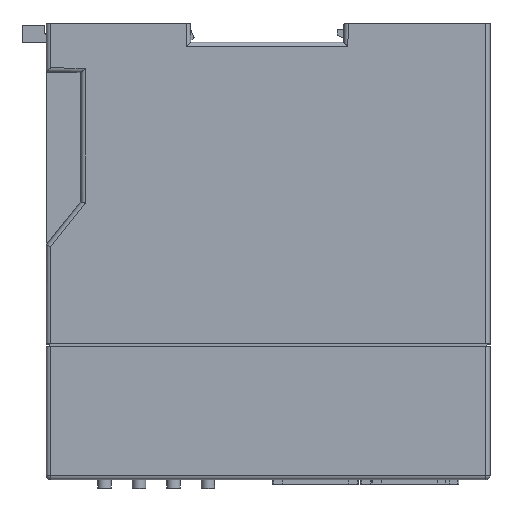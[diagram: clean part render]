
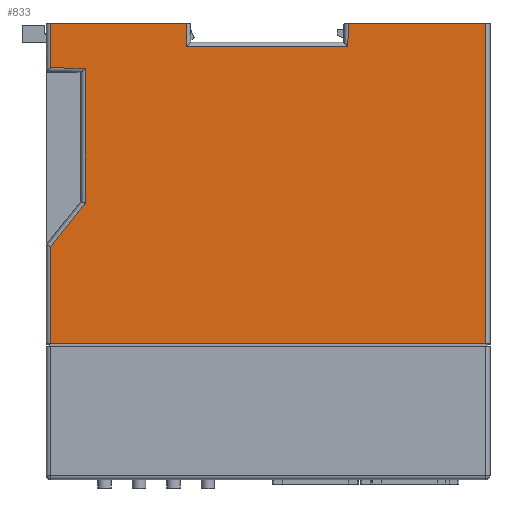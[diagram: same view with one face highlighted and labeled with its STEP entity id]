
A CAD part, top view. The second image highlights one B-rep face of the part: STEP entity #833.
In plain terms, the highlighted planar face has unit normal (0, 0, 1).
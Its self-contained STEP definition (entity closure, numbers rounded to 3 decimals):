
#833 = ADVANCED_FACE( '', ( #2002 ), #2003, .F. );
#2002 = FACE_OUTER_BOUND( '', #3513, .T. );
#2003 = PLANE( '', #3514 );
#3513 = EDGE_LOOP( '', ( #6021, #6022, #6023, #6024, #6025, #6026, #6027, #6028, #6029, #6030, #6031, #6032 ) );
#3514 = AXIS2_PLACEMENT_3D( '', #6033, #6034, #6035 );
#6021 = ORIENTED_EDGE( '', *, *, #8890, .T. );
#6022 = ORIENTED_EDGE( '', *, *, #9684, .T. );
#6023 = ORIENTED_EDGE( '', *, *, #9556, .T. );
#6024 = ORIENTED_EDGE( '', *, *, #9685, .T. );
#6025 = ORIENTED_EDGE( '', *, *, #9686, .T. );
#6026 = ORIENTED_EDGE( '', *, *, #9066, .T. );
#6027 = ORIENTED_EDGE( '', *, *, #8978, .T. );
#6028 = ORIENTED_EDGE( '', *, *, #9687, .T. );
#6029 = ORIENTED_EDGE( '', *, *, #9201, .T. );
#6030 = ORIENTED_EDGE( '', *, *, #9688, .T. );
#6031 = ORIENTED_EDGE( '', *, *, #9689, .T. );
#6032 = ORIENTED_EDGE( '', *, *, #9690, .T. );
#6033 = CARTESIAN_POINT( '', ( -51.488, 53., 0. ) );
#6034 = DIRECTION( '', ( 0., 0., -1. ) );
#6035 = DIRECTION( '', ( 0., 1., 0. ) );
#8890 = EDGE_CURVE( '', #10653, #10651, #10654, .T. );
#8978 = EDGE_CURVE( '', #10801, #10806, #10808, .T. );
#9066 = EDGE_CURVE( '', #10955, #10801, #10958, .T. );
#9201 = EDGE_CURVE( '', #11197, #11202, #11204, .T. );
#9556 = EDGE_CURVE( '', #11789, #11787, #11790, .T. );
#9684 = EDGE_CURVE( '', #10651, #11789, #11977, .T. );
#9685 = EDGE_CURVE( '', #11787, #11978, #11979, .T. );
#9686 = EDGE_CURVE( '', #11978, #10955, #11980, .T. );
#9687 = EDGE_CURVE( '', #10806, #11197, #11981, .T. );
#9688 = EDGE_CURVE( '', #11202, #11982, #11983, .T. );
#9689 = EDGE_CURVE( '', #11982, #11984, #11985, .T. );
#9690 = EDGE_CURVE( '', #11984, #10653, #11986, .T. );
#10651 = VERTEX_POINT( '', #13222 );
#10653 = VERTEX_POINT( '', #13224 );
#10654 = LINE( '', #13225, #13226 );
#10801 = VERTEX_POINT( '', #13426 );
#10806 = VERTEX_POINT( '', #13432 );
#10808 = LINE( '', #13434, #13435 );
#10955 = VERTEX_POINT( '', #13626 );
#10958 = LINE( '', #13630, #13631 );
#11197 = VERTEX_POINT( '', #13959 );
#11202 = VERTEX_POINT( '', #13965 );
#11204 = LINE( '', #13967, #13968 );
#11787 = VERTEX_POINT( '', #14794 );
#11789 = VERTEX_POINT( '', #14796 );
#11790 = LINE( '', #14797, #14798 );
#11977 = LINE( '', #15063, #15064 );
#11978 = VERTEX_POINT( '', #15065 );
#11979 = LINE( '', #15066, #15067 );
#11980 = LINE( '', #15068, #15069 );
#11981 = LINE( '', #15070, #15071 );
#11982 = VERTEX_POINT( '', #15072 );
#11983 = LINE( '', #15073, #15074 );
#11984 = VERTEX_POINT( '', #15075 );
#11985 = LINE( '', #15076, #15077 );
#11986 = LINE( '', #15078, #15079 );
#13222 = CARTESIAN_POINT( '', ( 18.606, 53., 0. ) );
#13224 = CARTESIAN_POINT( '', ( 50.5, 53., 0. ) );
#13225 = CARTESIAN_POINT( '', ( 51.488, 53., 0. ) );
#13226 = VECTOR( '', #16596, 1000. );
#13426 = CARTESIAN_POINT( '', ( -50.5, 42.634, 0. ) );
#13432 = CARTESIAN_POINT( '', ( -42.49, 42.488, 0. ) );
#13434 = CARTESIAN_POINT( '', ( -43.471, 42.506, 0. ) );
#13435 = VECTOR( '', #16699, 1000. );
#13626 = CARTESIAN_POINT( '', ( -50.5, 53., 0. ) );
#13630 = CARTESIAN_POINT( '', ( -50.5, 41.652, 0. ) );
#13631 = VECTOR( '', #16814, 1000. );
#13959 = CARTESIAN_POINT( '', ( -42.49, 11.154, 0. ) );
#13965 = CARTESIAN_POINT( '', ( -50.5, 1.147, 0. ) );
#13967 = CARTESIAN_POINT( '', ( -50.719, 0.873, 0. ) );
#13968 = VECTOR( '', #16983, 1000. );
#14794 = CARTESIAN_POINT( '', ( -18.973, 47.518, 0. ) );
#14796 = CARTESIAN_POINT( '', ( 18.501, 47.518, 0. ) );
#14797 = CARTESIAN_POINT( '', ( -17.992, 47.518, 0. ) );
#14798 = VECTOR( '', #17380, 1000. );
#15063 = CARTESIAN_POINT( '', ( 18.52, 48.499, 0. ) );
#15064 = VECTOR( '', #17504, 1000. );
#15065 = CARTESIAN_POINT( '', ( -19.078, 53., 0. ) );
#15066 = CARTESIAN_POINT( '', ( -19.078, 52.981, 0. ) );
#15067 = VECTOR( '', #17505, 1000. );
#15068 = CARTESIAN_POINT( '', ( -18.078, 53., 0. ) );
#15069 = VECTOR( '', #17506, 1000. );
#15070 = CARTESIAN_POINT( '', ( -42.49, 11.505, 0. ) );
#15071 = VECTOR( '', #17507, 1000. );
#15072 = CARTESIAN_POINT( '', ( -50.5, -21.498, 0. ) );
#15073 = CARTESIAN_POINT( '', ( -50.5, -21.498, 0. ) );
#15074 = VECTOR( '', #17508, 1000. );
#15075 = CARTESIAN_POINT( '', ( 50.5, -21.498, 0. ) );
#15076 = CARTESIAN_POINT( '', ( -51.488, -21.498, 0. ) );
#15077 = VECTOR( '', #17509, 1000. );
#15078 = CARTESIAN_POINT( '', ( 50.5, 53., 0. ) );
#15079 = VECTOR( '', #17510, 1000. );
#16596 = DIRECTION( '', ( -1., 0., 0. ) );
#16699 = DIRECTION( '', ( 1., -0.018, 0. ) );
#16814 = DIRECTION( '', ( 0., -1., 0. ) );
#16983 = DIRECTION( '', ( -0.625, -0.781, 0. ) );
#17380 = DIRECTION( '', ( -1., 0., 0. ) );
#17504 = DIRECTION( '', ( -0.019, -1., 0. ) );
#17505 = DIRECTION( '', ( -0.019, 1., 0. ) );
#17506 = DIRECTION( '', ( -1., 0., 0. ) );
#17507 = DIRECTION( '', ( 0., -1., 0. ) );
#17508 = DIRECTION( '', ( 0., -1., 0. ) );
#17509 = DIRECTION( '', ( 1., 0., 0. ) );
#17510 = DIRECTION( '', ( 0., 1., 0. ) );
